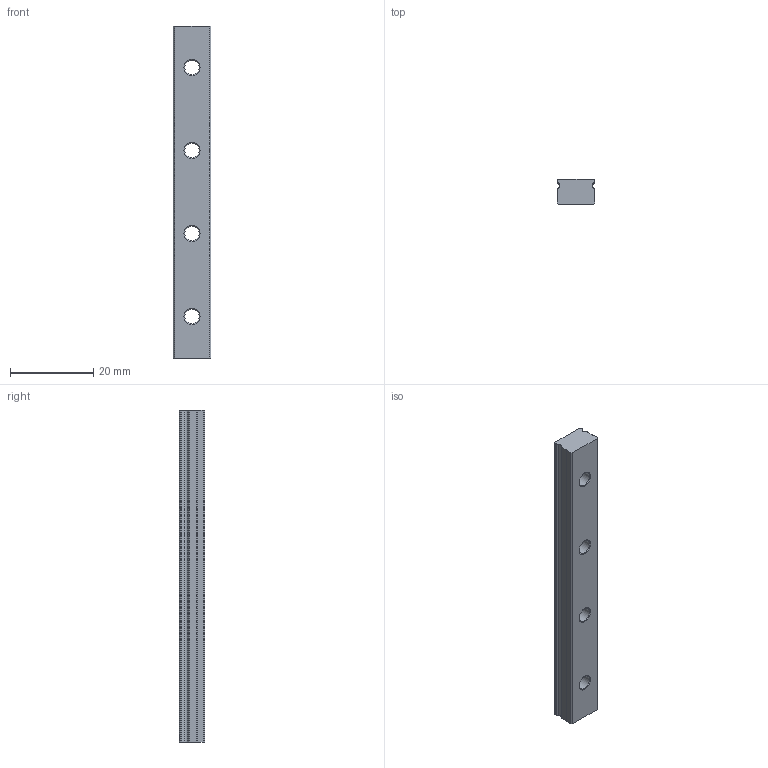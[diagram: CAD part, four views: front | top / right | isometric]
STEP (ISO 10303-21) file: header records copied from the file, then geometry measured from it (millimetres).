
FILE_DESCRIPTION(/* description */ (''),/* implementation_level */ '2;1');
FILE_NAME(/* name */ 'LGMR09L.stp',/* time_stamp */ '2018-10-20T10:32:12+02:00',/* author */ ('nesvadba'),/* organization */ (''),/* preprocessor_version */ 'ST-DEVELOPER v16.1',/* originating_system */ 'Autodesk Inventor 2016',/* authorisation */ '');
FILE_SCHEMA (('AUTOMOTIVE_DESIGN { 1 0 10303 214 3 1 1 }'));
Length unit declared in the file: millimetre
Products named in the file (1): LGMR09L
Bounding box: 9 x 6.05 x 80 mm (x, y, z)
Volume: 3726.1 mm3; surface area: 2788.9 mm2
Topology: 1 solids, 1 shells, 55 faces, 142 edges, 93 vertices
Faces by surface type: cylinder 26, plane 20, cone 9
Full cylindrical faces by diameter (mm): 3.5 x4, 6 x4
Entity records: 1705 total; most frequent: DIRECTION 298, CARTESIAN_POINT 270, ORIENTED_EDGE 248, EDGE_CURVE 124, AXIS2_PLACEMENT_3D 118, VERTEX_POINT 90, EDGE_LOOP 82, LINE 62
